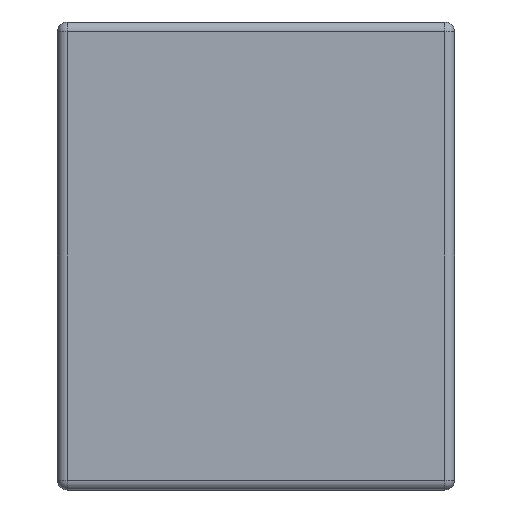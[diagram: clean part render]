
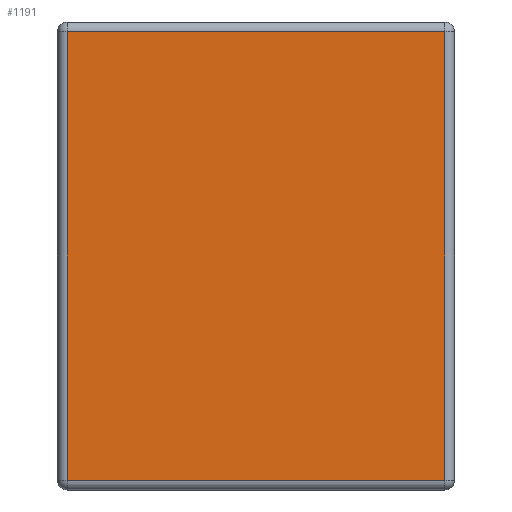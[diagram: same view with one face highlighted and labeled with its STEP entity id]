
A CAD part, left-side view. The second image highlights one B-rep face of the part: STEP entity #1191.
In plain terms, the highlighted planar face has unit normal (-1, 0, 0).
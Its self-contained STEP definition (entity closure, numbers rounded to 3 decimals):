
#175 = VERTEX_POINT ( 'NONE', #2649 ) ;
#197 = DIRECTION ( 'NONE',  ( 0., 0., -1. ) ) ;
#230 = CARTESIAN_POINT ( 'NONE',  ( 0., 1.4, -0.034 ) ) ;
#263 = CARTESIAN_POINT ( 'NONE',  ( 0., 0., -1.616 ) ) ;
#370 = EDGE_CURVE ( 'NONE', #1429, #1096, #2448, .T. ) ;
#800 = ORIENTED_EDGE ( 'NONE', *, *, #2200, .T. ) ;
#1096 = VERTEX_POINT ( 'NONE', #2225 ) ;
#1114 = VECTOR ( 'NONE', #1749, 1000. ) ;
#1191 = ADVANCED_FACE ( 'NONE', ( #3171 ), #3739, .T. ) ;
#1401 = VECTOR ( 'NONE', #3560, 1000. ) ;
#1429 = VERTEX_POINT ( 'NONE', #1768 ) ;
#1657 = LINE ( 'NONE', #230, #4171 ) ;
#1724 = EDGE_LOOP ( 'NONE', ( #4638, #800, #3758, #3869 ) ) ;
#1749 = DIRECTION ( 'NONE',  ( 0., -1., 0. ) ) ;
#1768 = CARTESIAN_POINT ( 'NONE',  ( 0., 1.366, -1.616 ) ) ;
#1971 = DIRECTION ( 'NONE',  ( -1., 0., 0. ) ) ;
#2094 = VERTEX_POINT ( 'NONE', #3881 ) ;
#2200 = EDGE_CURVE ( 'NONE', #1096, #175, #3803, .T. ) ;
#2225 = CARTESIAN_POINT ( 'NONE',  ( 0., 0.034, -1.616 ) ) ;
#2322 = DIRECTION ( 'NONE',  ( 0., 0., 1. ) ) ;
#2448 = LINE ( 'NONE', #263, #1114 ) ;
#2467 = CARTESIAN_POINT ( 'NONE',  ( 0., 0.034, 0. ) ) ;
#2556 = VECTOR ( 'NONE', #197, 1000. ) ;
#2649 = CARTESIAN_POINT ( 'NONE',  ( 0., 0.034, -0.034 ) ) ;
#2784 = AXIS2_PLACEMENT_3D ( 'NONE', #3760, #1971, #2322 ) ;
#3146 = EDGE_CURVE ( 'NONE', #2094, #1429, #4595, .T. ) ;
#3171 = FACE_OUTER_BOUND ( 'NONE', #1724, .T. ) ;
#3527 = CARTESIAN_POINT ( 'NONE',  ( 0., 1.366, -1.65 ) ) ;
#3560 = DIRECTION ( 'NONE',  ( 0., 0., 1. ) ) ;
#3739 = PLANE ( 'NONE',  #2784 ) ;
#3758 = ORIENTED_EDGE ( 'NONE', *, *, #4270, .T. ) ;
#3760 = CARTESIAN_POINT ( 'NONE',  ( 0., 0., 0. ) ) ;
#3803 = LINE ( 'NONE', #2467, #1401 ) ;
#3869 = ORIENTED_EDGE ( 'NONE', *, *, #3146, .T. ) ;
#3881 = CARTESIAN_POINT ( 'NONE',  ( 0., 1.366, -0.034 ) ) ;
#4140 = DIRECTION ( 'NONE',  ( 0., 1., 0. ) ) ;
#4171 = VECTOR ( 'NONE', #4140, 1000. ) ;
#4270 = EDGE_CURVE ( 'NONE', #175, #2094, #1657, .T. ) ;
#4595 = LINE ( 'NONE', #3527, #2556 ) ;
#4638 = ORIENTED_EDGE ( 'NONE', *, *, #370, .T. ) ;
